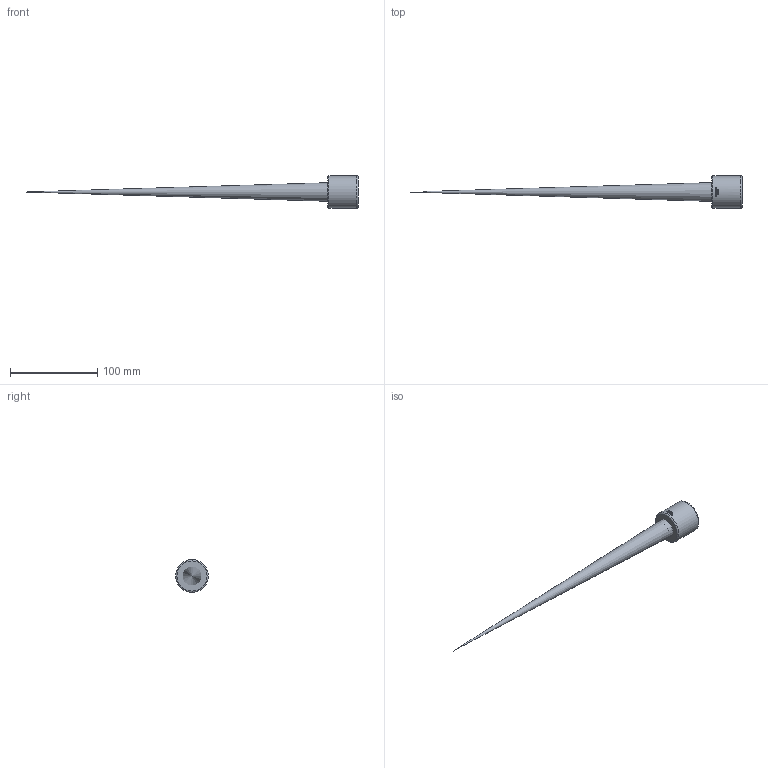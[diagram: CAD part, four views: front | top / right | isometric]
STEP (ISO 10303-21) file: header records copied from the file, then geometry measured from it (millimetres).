
FILE_DESCRIPTION(/* description */ (''),/* implementation_level */ '2;1');
FILE_NAME(/* name */ '22WB-.75.stp',/* time_stamp */ '2021-12-07T15:15:06-05:00',/* author */ ('rick'),/* organization */ (''),/* preprocessor_version */ 'ST-DEVELOPER v18.1',/* originating_system */ 'Autodesk Inventor 2020',/* authorisation */ '');
FILE_SCHEMA (('AUTOMOTIVE_DESIGN { 1 0 10303 214 3 1 1 }'));
Length unit declared in the file: inch
Products named in the file (1): 22WB-.75
Bounding box: 381.35 x 37.59 x 37.59 mm (x, y, z)
Volume: 27598.7 mm3; surface area: 36769.8 mm2
Topology: 1 solids, 1 shells, 365 faces, 999 edges, 667 vertices
Faces by surface type: bspline 171, plane 141, cylinder 36, cone 12, torus 5
Full cylindrical faces by diameter (mm): 15.748 x1, 19.05 x1, 22.873 x1, 37.592 x1
Entity records: 17169 total; most frequent: CARTESIAN_POINT 8854, ORIENTED_EDGE 1990, DIRECTION 1230, EDGE_CURVE 995, VERTEX_POINT 665, LINE 434, VECTOR 434, EDGE_LOOP 400
